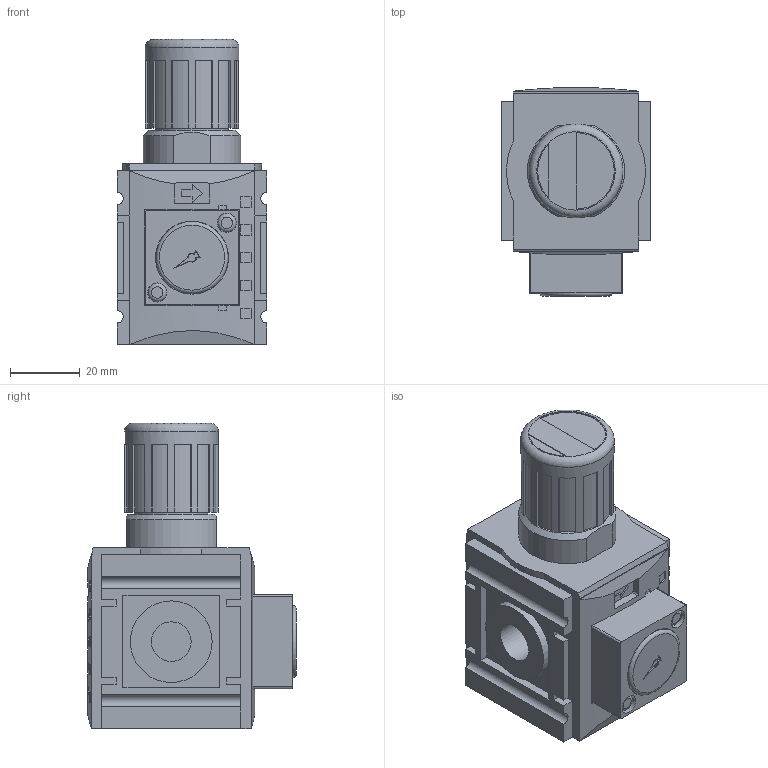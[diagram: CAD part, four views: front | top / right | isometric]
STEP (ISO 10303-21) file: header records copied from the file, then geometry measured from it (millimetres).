
FILE_DESCRIPTION((''),'2;1');
FILE_NAME('KREG-014.stp','2010-03-02T13:53:50',('DDruske'),(''),'Autodesk Inventor 2009','Autodesk Inventor 2009','');
FILE_SCHEMA(('AUTOMOTIVE_DESIGN { 1 0 10303 214 1 1 1 1 }'));
Length unit declared in the file: millimetre
Products named in the file (1): Bauteil2
Bounding box: 43 x 60.08 x 87.8 mm (x, y, z)
Volume: 124938.7 mm3; surface area: 24315.9 mm2
Topology: 4 solids, 4 shells, 375 faces, 937 edges, 618 vertices
Faces by surface type: plane 250, cylinder 84, bspline 33, torus 4, cone 4
Full cylindrical faces by diameter (mm): 3.3 x2, 5.3 x2, 5.5 x2, 8.4 x1, 11.445 x2, 20.7 x1, 21 x2, 23.5 x1, 27 x1
Entity records: 11640 total; most frequent: CARTESIAN_POINT 2203, DIRECTION 1838, ORIENTED_EDGE 1824, EDGE_CURVE 912, VECTOR 644, LINE 644, VERTEX_POINT 616, AXIS2_PLACEMENT_3D 597
